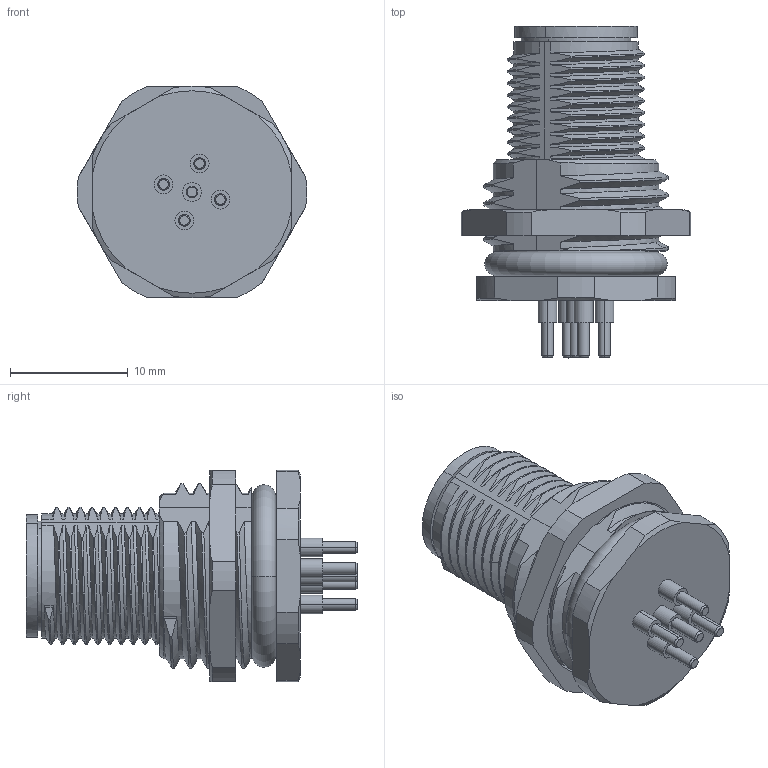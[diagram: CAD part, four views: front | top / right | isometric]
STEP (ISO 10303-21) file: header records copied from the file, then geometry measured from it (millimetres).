
FILE_DESCRIPTION((''),'2;1');
FILE_NAME('PRT0008','2021-01-04T',('zh.su'),(''),'PRO/ENGINEER BY PARAMETRIC TECHNOLOGY CORPORATION, 2012480','PRO/ENGINEER BY PARAMETRIC TECHNOLOGY CORPORATION, 2012480','');
FILE_SCHEMA(('CONFIG_CONTROL_DESIGN'));
Length unit declared in the file: millimetre
Products named in the file (1): PRT0008
Bounding box: 19.48 x 28.2 x 18 mm (x, y, z)
Volume: 2944.6 mm3; surface area: 2733.7 mm2
Topology: 2 solids, 2 shells, 402 faces, 1104 edges, 726 vertices
Faces by surface type: bspline 105, plane 100, cylinder 86, cone 44, extrusion 43, torus 14, sphere 10
Entity records: 33836 total; most frequent: CARTESIAN_POINT 24531, ORIENTED_EDGE 2188, DIRECTION 1459, EDGE_CURVE 1094, VERTEX_POINT 726, VECTOR 507, AXIS2_PLACEMENT_3D 476, LINE 464
